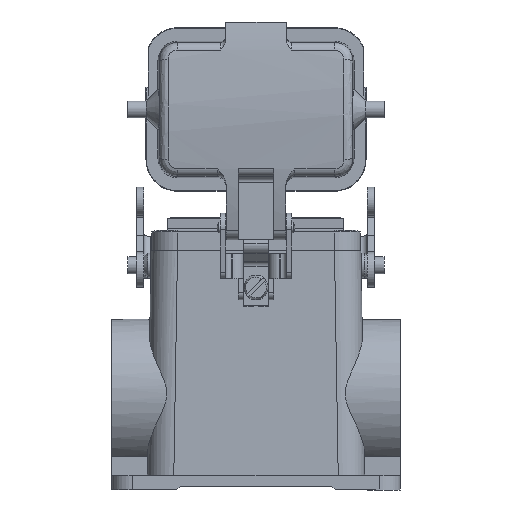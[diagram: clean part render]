
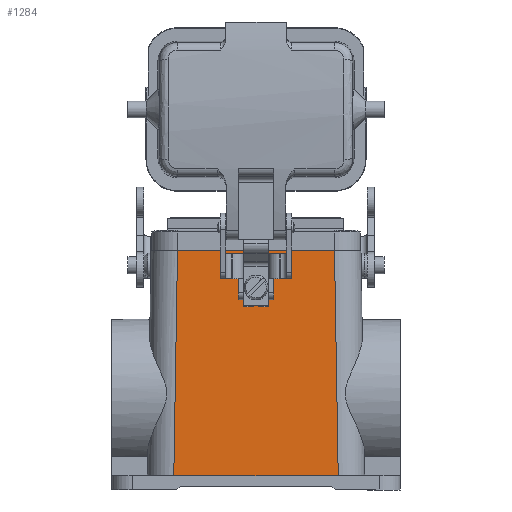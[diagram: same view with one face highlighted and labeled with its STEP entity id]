
A CAD part, front view. The second image highlights one B-rep face of the part: STEP entity #1284.
In plain terms, the highlighted planar face has unit normal (0, -1, 0.009).
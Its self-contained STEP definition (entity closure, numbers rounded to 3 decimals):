
#1084=CARTESIAN_POINT('',(0.0,-22.075,-58.25));
#1085=DIRECTION('',(0.0,-1.,0.009));
#1086=DIRECTION('',(0.0,-0.009,-1.));
#1087=AXIS2_PLACEMENT_3D('',#1084,#1085,#1086);
#1088=PLANE('',#1087);
#1089=CARTESIAN_POINT('',(-1.75,-21.511,4.45));
#1090=VERTEX_POINT('',#1089);
#1091=CARTESIAN_POINT('',(-1.75,-21.509,4.75));
#1092=VERTEX_POINT('',#1091);
#1093=CARTESIAN_POINT('',(-1.75,-21.511,4.45));
#1094=DIRECTION('',(0.0,0.009,1.));
#1095=VECTOR('',#1094,0.3);
#1096=LINE('',#1093,#1095);
#1097=EDGE_CURVE('',#1090,#1092,#1096,.T.);
#1098=ORIENTED_EDGE('',*,*,#1097,.F.);
#1099=CARTESIAN_POINT('',(-1.6,-21.511,4.45));
#1100=VERTEX_POINT('',#1099);
#1101=CARTESIAN_POINT('',(-1.6,-21.511,4.45));
#1102=DIRECTION('',(-1.0,0.0,0.0));
#1103=VECTOR('',#1102,0.15);
#1104=LINE('',#1101,#1103);
#1105=EDGE_CURVE('',#1100,#1090,#1104,.T.);
#1106=ORIENTED_EDGE('',*,*,#1105,.F.);
#1107=CARTESIAN_POINT('',(-1.6,-21.5,5.7));
#1108=VERTEX_POINT('',#1107);
#1109=CARTESIAN_POINT('',(-1.6,-21.5,5.7));
#1110=DIRECTION('',(0.0,-0.009,-1.));
#1111=VECTOR('',#1110,1.25);
#1112=LINE('',#1109,#1111);
#1113=EDGE_CURVE('',#1108,#1100,#1112,.T.);
#1114=ORIENTED_EDGE('',*,*,#1113,.F.);
#1115=CARTESIAN_POINT('',(-22.3,-21.5,5.7));
#1116=VERTEX_POINT('',#1115);
#1117=CARTESIAN_POINT('',(-22.3,-21.5,5.7));
#1118=DIRECTION('',(1.0,0.0,0.0));
#1119=VECTOR('',#1118,20.7);
#1120=LINE('',#1117,#1119);
#1121=EDGE_CURVE('',#1116,#1108,#1120,.T.);
#1122=ORIENTED_EDGE('',*,*,#1121,.F.);
#1123=CARTESIAN_POINT('',(-23.35,-22.075,-58.25));
#1124=VERTEX_POINT('',#1123);
#1125=CARTESIAN_POINT('',(-22.3,-21.5,5.7));
#1126=DIRECTION('',(-0.016,-0.009,-1.));
#1127=VECTOR('',#1126,63.961);
#1128=LINE('',#1125,#1127);
#1129=EDGE_CURVE('',#1116,#1124,#1128,.T.);
#1130=ORIENTED_EDGE('',*,*,#1129,.T.);
#1131=CARTESIAN_POINT('',(23.35,-22.075,-58.25));
#1132=VERTEX_POINT('',#1131);
#1133=CARTESIAN_POINT('',(-23.35,-22.075,-58.25));
#1134=DIRECTION('',(1.0,0.0,0.0));
#1135=VECTOR('',#1134,46.7);
#1136=LINE('',#1133,#1135);
#1137=EDGE_CURVE('',#1124,#1132,#1136,.T.);
#1138=ORIENTED_EDGE('',*,*,#1137,.T.);
#1139=CARTESIAN_POINT('',(22.3,-21.5,5.7));
#1140=VERTEX_POINT('',#1139);
#1141=CARTESIAN_POINT('',(23.35,-22.075,-58.25));
#1142=DIRECTION('',(-0.016,0.009,1.));
#1143=VECTOR('',#1142,63.961);
#1144=LINE('',#1141,#1143);
#1145=EDGE_CURVE('',#1132,#1140,#1144,.T.);
#1146=ORIENTED_EDGE('',*,*,#1145,.T.);
#1147=CARTESIAN_POINT('',(1.6,-21.5,5.7));
#1148=VERTEX_POINT('',#1147);
#1149=CARTESIAN_POINT('',(1.6,-21.5,5.7));
#1150=DIRECTION('',(1.0,0.0,0.0));
#1151=VECTOR('',#1150,20.7);
#1152=LINE('',#1149,#1151);
#1153=EDGE_CURVE('',#1148,#1140,#1152,.T.);
#1154=ORIENTED_EDGE('',*,*,#1153,.F.);
#1155=CARTESIAN_POINT('',(1.6,-21.511,4.45));
#1156=VERTEX_POINT('',#1155);
#1157=CARTESIAN_POINT('',(1.6,-21.511,4.45));
#1158=DIRECTION('',(0.,0.009,1.));
#1159=VECTOR('',#1158,1.25);
#1160=LINE('',#1157,#1159);
#1161=EDGE_CURVE('',#1156,#1148,#1160,.T.);
#1162=ORIENTED_EDGE('',*,*,#1161,.F.);
#1163=CARTESIAN_POINT('',(1.75,-21.511,4.45));
#1164=VERTEX_POINT('',#1163);
#1165=CARTESIAN_POINT('',(1.75,-21.511,4.45));
#1166=DIRECTION('',(-1.0,0.0,0.0));
#1167=VECTOR('',#1166,0.15);
#1168=LINE('',#1165,#1167);
#1169=EDGE_CURVE('',#1164,#1156,#1168,.T.);
#1170=ORIENTED_EDGE('',*,*,#1169,.F.);
#1171=CARTESIAN_POINT('',(1.75,-21.509,4.75));
#1172=VERTEX_POINT('',#1171);
#1173=CARTESIAN_POINT('',(1.75,-21.509,4.75));
#1174=DIRECTION('',(0.0,-0.009,-1.));
#1175=VECTOR('',#1174,0.3);
#1176=LINE('',#1173,#1175);
#1177=EDGE_CURVE('',#1172,#1164,#1176,.T.);
#1178=ORIENTED_EDGE('',*,*,#1177,.F.);
#1179=CARTESIAN_POINT('',(3.6,-21.509,4.75));
#1180=VERTEX_POINT('',#1179);
#1181=CARTESIAN_POINT('',(3.6,-21.509,4.75));
#1182=DIRECTION('',(-1.0,0.0,0.0));
#1183=VECTOR('',#1182,1.85);
#1184=LINE('',#1181,#1183);
#1185=EDGE_CURVE('',#1180,#1172,#1184,.T.);
#1186=ORIENTED_EDGE('',*,*,#1185,.F.);
#1187=CARTESIAN_POINT('',(3.6,-21.625,-8.25));
#1188=VERTEX_POINT('',#1187);
#1189=CARTESIAN_POINT('',(3.6,-21.509,4.75));
#1190=DIRECTION('',(0.,-0.009,-1.));
#1191=VECTOR('',#1190,13.);
#1192=LINE('',#1189,#1191);
#1193=EDGE_CURVE('',#1180,#1188,#1192,.T.);
#1194=ORIENTED_EDGE('',*,*,#1193,.T.);
#1195=CARTESIAN_POINT('',(3.5,-21.625,-8.25));
#1196=VERTEX_POINT('',#1195);
#1197=CARTESIAN_POINT('',(3.5,-21.625,-8.25));
#1198=DIRECTION('',(1.0,0.0,0.0));
#1199=VECTOR('',#1198,0.1);
#1200=LINE('',#1197,#1199);
#1201=EDGE_CURVE('',#1196,#1188,#1200,.T.);
#1202=ORIENTED_EDGE('',*,*,#1201,.F.);
#1203=CARTESIAN_POINT('',(3.5,-21.643,-10.25));
#1204=VERTEX_POINT('',#1203);
#1205=CARTESIAN_POINT('',(3.5,-21.643,-10.25));
#1206=DIRECTION('',(0.0,0.009,1.));
#1207=VECTOR('',#1206,2.);
#1208=LINE('',#1205,#1207);
#1209=EDGE_CURVE('',#1204,#1196,#1208,.T.);
#1210=ORIENTED_EDGE('',*,*,#1209,.F.);
#1211=CARTESIAN_POINT('',(0.707,-21.643,-10.25));
#1212=VERTEX_POINT('',#1211);
#1213=CARTESIAN_POINT('',(0.707,-21.643,-10.25));
#1214=DIRECTION('',(1.0,0.0,0.0));
#1215=VECTOR('',#1214,2.793);
#1216=LINE('',#1213,#1215);
#1217=EDGE_CURVE('',#1212,#1204,#1216,.T.);
#1218=ORIENTED_EDGE('',*,*,#1217,.F.);
#1219=CARTESIAN_POINT('',(0.354,-21.64,-9.896));
#1220=VERTEX_POINT('',#1219);
#1221=CARTESIAN_POINT('',(0.354,-21.64,-9.896));
#1222=DIRECTION('',(0.707,-0.006,-0.707));
#1223=VECTOR('',#1222,0.5);
#1224=LINE('',#1221,#1223);
#1225=EDGE_CURVE('',#1220,#1212,#1224,.T.);
#1226=ORIENTED_EDGE('',*,*,#1225,.F.);
#1227=CARTESIAN_POINT('',(-0.354,-21.64,-9.896));
#1228=VERTEX_POINT('',#1227);
#1229=CARTESIAN_POINT('',(0.,-21.643,-10.25));
#1230=DIRECTION('',(0.0,1.,-0.009));
#1231=DIRECTION('',(0.,0.009,1.));
#1232=AXIS2_PLACEMENT_3D('',#1229,#1230,#1231);
#1233=CIRCLE('',#1232,0.5);
#1234=EDGE_CURVE('',#1228,#1220,#1233,.T.);
#1235=ORIENTED_EDGE('',*,*,#1234,.F.);
#1236=CARTESIAN_POINT('',(-0.707,-21.643,-10.25));
#1237=VERTEX_POINT('',#1236);
#1238=CARTESIAN_POINT('',(-0.707,-21.643,-10.25));
#1239=DIRECTION('',(0.707,0.006,0.707));
#1240=VECTOR('',#1239,0.5);
#1241=LINE('',#1238,#1240);
#1242=EDGE_CURVE('',#1237,#1228,#1241,.T.);
#1243=ORIENTED_EDGE('',*,*,#1242,.F.);
#1244=CARTESIAN_POINT('',(-3.5,-21.643,-10.25));
#1245=VERTEX_POINT('',#1244);
#1246=CARTESIAN_POINT('',(-3.5,-21.643,-10.25));
#1247=DIRECTION('',(1.0,0.0,0.0));
#1248=VECTOR('',#1247,2.793);
#1249=LINE('',#1246,#1248);
#1250=EDGE_CURVE('',#1245,#1237,#1249,.T.);
#1251=ORIENTED_EDGE('',*,*,#1250,.F.);
#1252=CARTESIAN_POINT('',(-3.5,-21.625,-8.25));
#1253=VERTEX_POINT('',#1252);
#1254=CARTESIAN_POINT('',(-3.5,-21.625,-8.25));
#1255=DIRECTION('',(0.,-0.009,-1.));
#1256=VECTOR('',#1255,2.);
#1257=LINE('',#1254,#1256);
#1258=EDGE_CURVE('',#1253,#1245,#1257,.T.);
#1259=ORIENTED_EDGE('',*,*,#1258,.F.);
#1260=CARTESIAN_POINT('',(-3.6,-21.625,-8.25));
#1261=VERTEX_POINT('',#1260);
#1262=CARTESIAN_POINT('',(-3.6,-21.625,-8.25));
#1263=DIRECTION('',(1.0,0.0,0.0));
#1264=VECTOR('',#1263,0.1);
#1265=LINE('',#1262,#1264);
#1266=EDGE_CURVE('',#1261,#1253,#1265,.T.);
#1267=ORIENTED_EDGE('',*,*,#1266,.F.);
#1268=CARTESIAN_POINT('',(-3.6,-21.509,4.75));
#1269=VERTEX_POINT('',#1268);
#1270=CARTESIAN_POINT('',(-3.6,-21.625,-8.25));
#1271=DIRECTION('',(0.0,0.009,1.));
#1272=VECTOR('',#1271,13.);
#1273=LINE('',#1270,#1272);
#1274=EDGE_CURVE('',#1261,#1269,#1273,.T.);
#1275=ORIENTED_EDGE('',*,*,#1274,.T.);
#1276=CARTESIAN_POINT('',(-1.75,-21.509,4.75));
#1277=DIRECTION('',(-1.0,0.0,0.0));
#1278=VECTOR('',#1277,1.85);
#1279=LINE('',#1276,#1278);
#1280=EDGE_CURVE('',#1092,#1269,#1279,.T.);
#1281=ORIENTED_EDGE('',*,*,#1280,.F.);
#1282=EDGE_LOOP('',(#1098,#1106,#1114,#1122,#1130,#1138,#1146,#1154,#1162,#1170,#1178,#1186,#1194,#1202,#1210,#1218,#1226,#1235,#1243,#1251,#1259,#1267,#1275,#1281));
#1283=FACE_OUTER_BOUND('',#1282,.T.);
#1284=ADVANCED_FACE('',(#1283),#1088,.T.);
